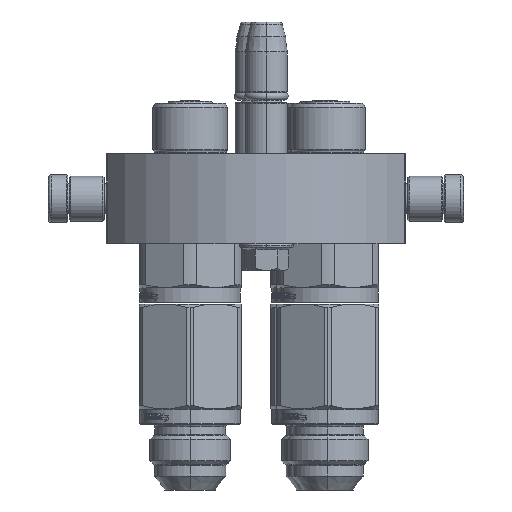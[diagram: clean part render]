
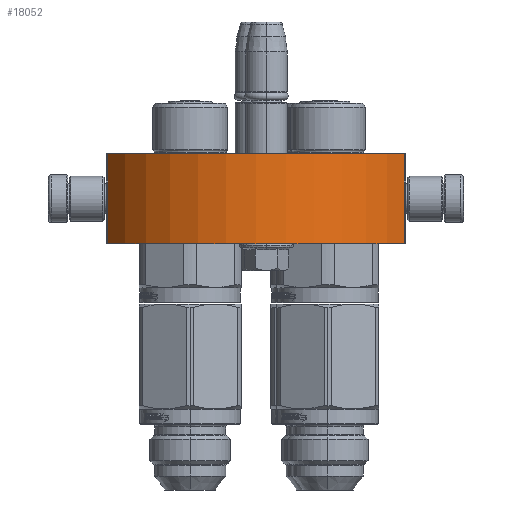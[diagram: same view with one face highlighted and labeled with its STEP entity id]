
A CAD part, left-side view. The second image highlights one B-rep face of the part: STEP entity #18052.
In plain terms, the highlighted cylindrical face has radius 57.25 mm (diameter 114.5 mm), a partial arc.
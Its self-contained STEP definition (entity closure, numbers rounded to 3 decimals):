
#141 = CARTESIAN_POINT ( 'NONE',  ( 0., 30., 0. ) ) ;
#1204 = CARTESIAN_POINT ( 'NONE',  ( 0., 0., 0. ) ) ;
#1885 = EDGE_LOOP ( 'NONE', ( #24551, #21750, #4202, #37820 ) ) ;
#1924 = VECTOR ( 'NONE', #39774, 1000. ) ;
#2149 = CYLINDRICAL_SURFACE ( 'NONE', #39531, 57.25 ) ;
#4202 = ORIENTED_EDGE ( 'NONE', *, *, #19654, .T. ) ;
#4226 = FACE_OUTER_BOUND ( 'NONE', #1885, .T. ) ;
#5973 = AXIS2_PLACEMENT_3D ( 'NONE', #141, #33154, #39220 ) ;
#8799 = LINE ( 'NONE', #37716, #30925 ) ;
#9959 = DIRECTION ( 'NONE',  ( 0.865, 0., -0.502 ) ) ;
#10727 = DIRECTION ( 'NONE',  ( 0., -1., 0. ) ) ;
#13197 = EDGE_CURVE ( 'NONE', #13746, #38350, #21927, .T. ) ;
#13507 = CARTESIAN_POINT ( 'NONE',  ( -49.5, 0., -28.763 ) ) ;
#13746 = VERTEX_POINT ( 'NONE', #34081 ) ;
#16215 = VERTEX_POINT ( 'NONE', #29571 ) ;
#16247 = DIRECTION ( 'NONE',  ( 0., 1., 0. ) ) ;
#18052 = ADVANCED_FACE ( 'NONE', ( #4226 ), #2149, .T. ) ;
#19107 = VERTEX_POINT ( 'NONE', #22457 ) ;
#19654 = EDGE_CURVE ( 'NONE', #16215, #13746, #29775, .T. ) ;
#21340 = CARTESIAN_POINT ( 'NONE',  ( -49.5, 30., -28.763 ) ) ;
#21564 = DIRECTION ( 'NONE',  ( 1., 0., 0. ) ) ;
#21750 = ORIENTED_EDGE ( 'NONE', *, *, #37120, .F. ) ;
#21927 = LINE ( 'NONE', #13507, #1924 ) ;
#22457 = CARTESIAN_POINT ( 'NONE',  ( 49.5, 30., -28.763 ) ) ;
#24551 = ORIENTED_EDGE ( 'NONE', *, *, #40435, .F. ) ;
#29571 = CARTESIAN_POINT ( 'NONE',  ( 49.5, 0., -28.763 ) ) ;
#29775 = CIRCLE ( 'NONE', #32406, 57.25 ) ;
#30896 = DIRECTION ( 'NONE',  ( 0., 1., 0. ) ) ;
#30925 = VECTOR ( 'NONE', #30896, 1000. ) ;
#32406 = AXIS2_PLACEMENT_3D ( 'NONE', #32578, #16247, #9959 ) ;
#32578 = CARTESIAN_POINT ( 'NONE',  ( 0., 0., 0. ) ) ;
#33154 = DIRECTION ( 'NONE',  ( 0., 1., 0. ) ) ;
#34081 = CARTESIAN_POINT ( 'NONE',  ( -49.5, 0., -28.763 ) ) ;
#37120 = EDGE_CURVE ( 'NONE', #16215, #19107, #8799, .T. ) ;
#37716 = CARTESIAN_POINT ( 'NONE',  ( 49.5, 0., -28.763 ) ) ;
#37820 = ORIENTED_EDGE ( 'NONE', *, *, #13197, .T. ) ;
#38350 = VERTEX_POINT ( 'NONE', #21340 ) ;
#39220 = DIRECTION ( 'NONE',  ( 0.865, 0., -0.502 ) ) ;
#39531 = AXIS2_PLACEMENT_3D ( 'NONE', #1204, #10727, #21564 ) ;
#39774 = DIRECTION ( 'NONE',  ( 0., 1., 0. ) ) ;
#40435 = EDGE_CURVE ( 'NONE', #19107, #38350, #41991, .T. ) ;
#41991 = CIRCLE ( 'NONE', #5973, 57.25 ) ;
